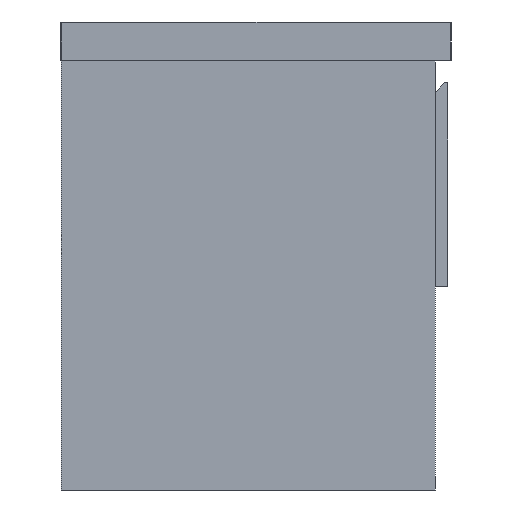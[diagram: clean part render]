
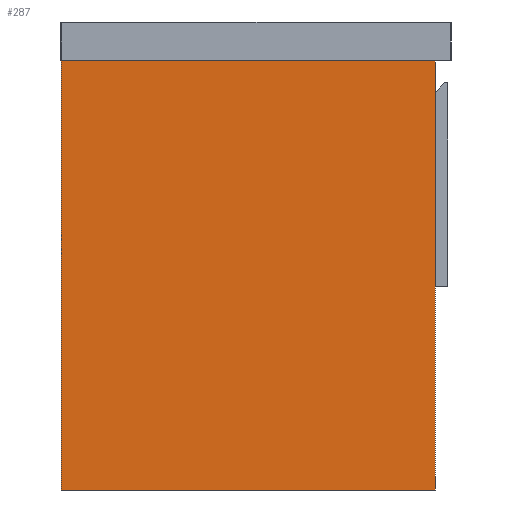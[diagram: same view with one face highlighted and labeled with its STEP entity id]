
A CAD part, left-side view. The second image highlights one B-rep face of the part: STEP entity #287.
In plain terms, the highlighted planar face has unit normal (-1, 0, 0).
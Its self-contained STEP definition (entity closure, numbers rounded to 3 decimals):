
#287=ADVANCED_FACE('',(#352),#1063,.T.);
#352=FACE_OUTER_BOUND('',#417,.T.);
#417=EDGE_LOOP('',(#548,#549,#550,#551));
#548=ORIENTED_EDGE('',*,*,#768,.T.);
#549=ORIENTED_EDGE('',*,*,#769,.T.);
#550=ORIENTED_EDGE('',*,*,#770,.T.);
#551=ORIENTED_EDGE('',*,*,#766,.F.);
#766=EDGE_CURVE('',#992,#993,#896,.T.);
#768=EDGE_CURVE('',#992,#994,#898,.T.);
#769=EDGE_CURVE('',#994,#995,#899,.T.);
#770=EDGE_CURVE('',#995,#993,#900,.T.);
#896=B_SPLINE_CURVE_WITH_KNOTS('',1,(#1490,#1491),.UNSPECIFIED.,.F.,.F.,
(2,2),(0.,480.),.UNSPECIFIED.);
#898=B_SPLINE_CURVE_WITH_KNOTS('',1,(#1494,#1495),.UNSPECIFIED.,.F.,.F.,
(2,2),(0.,550.),.UNSPECIFIED.);
#899=B_SPLINE_CURVE_WITH_KNOTS('',1,(#1496,#1497),.UNSPECIFIED.,.F.,.F.,
(2,2),(0.,480.),.UNSPECIFIED.);
#900=B_SPLINE_CURVE_WITH_KNOTS('',1,(#1498,#1499),.UNSPECIFIED.,.F.,.F.,
(2,2),(0.,550.),.UNSPECIFIED.);
#992=VERTEX_POINT('',#1476);
#993=VERTEX_POINT('',#1477);
#994=VERTEX_POINT('',#1478);
#995=VERTEX_POINT('',#1479);
#1063=PLANE('',#1213);
#1213=AXIS2_PLACEMENT_3D('',#1468,#1286,$);
#1286=DIRECTION('',(-1.,0.,0.));
#1468=CARTESIAN_POINT('',(-444.,-330.,-48.));
#1476=CARTESIAN_POINT('',(-444.,275.,0.));
#1477=CARTESIAN_POINT('',(-444.,275.,480.));
#1478=CARTESIAN_POINT('',(-444.,-275.,0.));
#1479=CARTESIAN_POINT('',(-444.,-275.,480.));
#1490=CARTESIAN_POINT('',(-444.,275.,0.));
#1491=CARTESIAN_POINT('',(-444.,275.,480.));
#1494=CARTESIAN_POINT('',(-444.,275.,0.));
#1495=CARTESIAN_POINT('',(-444.,-275.,0.));
#1496=CARTESIAN_POINT('',(-444.,-275.,0.));
#1497=CARTESIAN_POINT('',(-444.,-275.,480.));
#1498=CARTESIAN_POINT('',(-444.,-275.,480.));
#1499=CARTESIAN_POINT('',(-444.,275.,480.));
